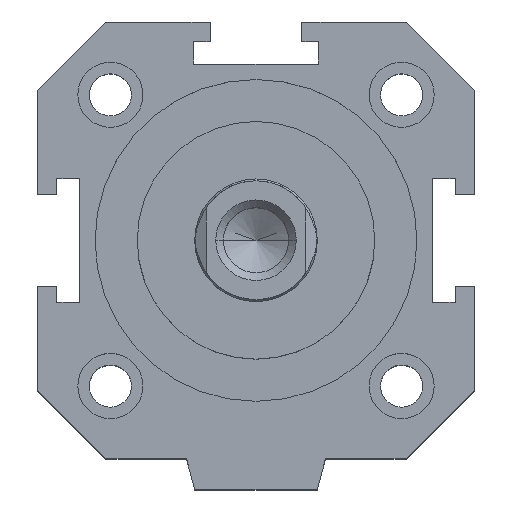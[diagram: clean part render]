
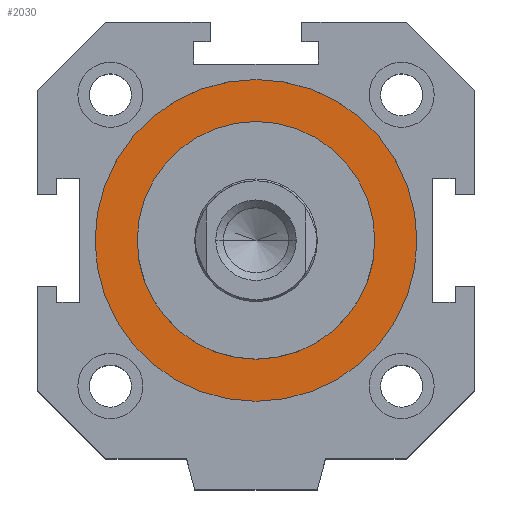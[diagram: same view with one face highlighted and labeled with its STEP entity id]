
A CAD part, top view. The second image highlights one B-rep face of the part: STEP entity #2030.
In plain terms, the highlighted planar face has unit normal (0, 0, 1).
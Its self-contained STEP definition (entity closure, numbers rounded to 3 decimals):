
#256=CARTESIAN_POINT('',(-15.5,0.,34.75));
#257=VERTEX_POINT('',#256);
#266=CARTESIAN_POINT('',(0.0,-15.5,34.75));
#267=VERTEX_POINT('',#266);
#268=CARTESIAN_POINT('',(0.0,0.0,34.75));
#269=DIRECTION('',(0.0,0.0,-1.0));
#270=DIRECTION('',(0.0,-1.0,0.0));
#271=AXIS2_PLACEMENT_3D('',#268,#269,#270);
#272=CIRCLE('',#271,15.5);
#273=EDGE_CURVE('',#267,#257,#272,.T.);
#275=CARTESIAN_POINT('',(15.5,0.,34.75));
#276=VERTEX_POINT('',#275);
#277=CARTESIAN_POINT('',(0.0,0.0,34.75));
#278=DIRECTION('',(0.0,0.0,-1.0));
#279=DIRECTION('',(0.0,-1.0,0.0));
#280=AXIS2_PLACEMENT_3D('',#277,#278,#279);
#281=CIRCLE('',#280,15.5);
#282=EDGE_CURVE('',#276,#267,#281,.T.);
#349=CARTESIAN_POINT('',(0.0,-21.,34.75));
#350=VERTEX_POINT('',#349);
#359=CARTESIAN_POINT('',(0.,21.,34.75));
#360=VERTEX_POINT('',#359);
#361=CARTESIAN_POINT('',(0.0,0.0,34.75));
#362=DIRECTION('',(0.0,0.0,-1.0));
#363=DIRECTION('',(0.0,-1.0,0.0));
#364=AXIS2_PLACEMENT_3D('',#361,#362,#363);
#365=CIRCLE('',#364,21.);
#366=EDGE_CURVE('',#350,#360,#365,.T.);
#2000=CARTESIAN_POINT('',(0.0,0.0,34.75));
#2001=DIRECTION('',(0.0,0.0,-1.0));
#2002=DIRECTION('',(0.0,-1.0,0.0));
#2003=AXIS2_PLACEMENT_3D('',#2000,#2001,#2002);
#2004=CIRCLE('',#2003,21.);
#2005=EDGE_CURVE('',#360,#350,#2004,.T.);
#2010=CARTESIAN_POINT('',(0.0,-18.25,34.75));
#2011=DIRECTION('',(0.0,0.0,-1.0));
#2012=DIRECTION('',(-1.0,0.0,0.0));
#2013=AXIS2_PLACEMENT_3D('',#2010,#2011,#2012);
#2014=PLANE('',#2013);
#2015=ORIENTED_EDGE('',*,*,#366,.F.);
#2016=ORIENTED_EDGE('',*,*,#2005,.F.);
#2017=EDGE_LOOP('',(#2015,#2016));
#2018=FACE_OUTER_BOUND('',#2017,.T.);
#2019=ORIENTED_EDGE('',*,*,#273,.T.);
#2020=CARTESIAN_POINT('',(0.0,0.0,34.75));
#2021=DIRECTION('',(0.0,0.0,-1.0));
#2022=DIRECTION('',(0.0,-1.0,0.0));
#2023=AXIS2_PLACEMENT_3D('',#2020,#2021,#2022);
#2024=CIRCLE('',#2023,15.5);
#2025=EDGE_CURVE('',#257,#276,#2024,.T.);
#2026=ORIENTED_EDGE('',*,*,#2025,.T.);
#2027=ORIENTED_EDGE('',*,*,#282,.T.);
#2028=EDGE_LOOP('',(#2019,#2026,#2027));
#2029=FACE_BOUND('',#2028,.T.);
#2030=ADVANCED_FACE('',(#2018,#2029),#2014,.F.);
